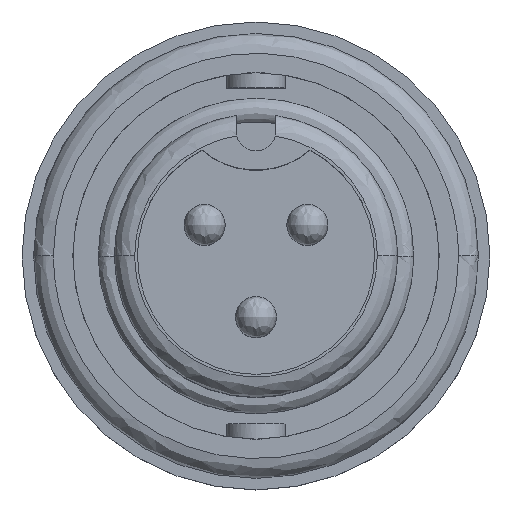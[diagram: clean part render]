
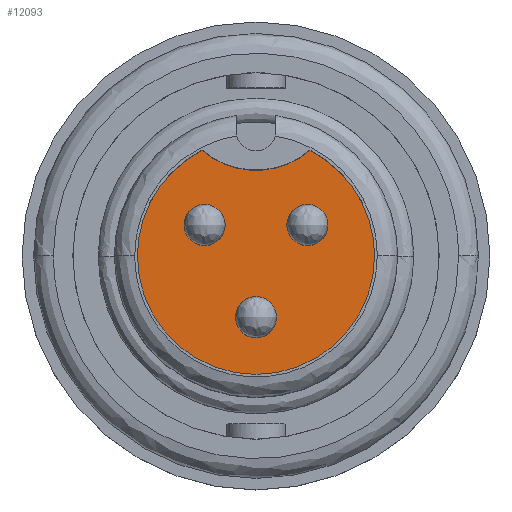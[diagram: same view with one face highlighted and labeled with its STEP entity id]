
A CAD part, top view. The second image highlights one B-rep face of the part: STEP entity #12093.
In plain terms, the highlighted planar face has unit normal (0, 0, 1).
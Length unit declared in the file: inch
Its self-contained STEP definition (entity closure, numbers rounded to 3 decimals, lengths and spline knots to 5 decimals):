
#160 = EDGE_CURVE ( 'NONE', #13483, #11847, #1673, .T. ) ;
#846 = PLANE ( 'NONE',  #6399 ) ;
#897 = DIRECTION ( 'NONE',  ( 0., 0., 1. ) ) ;
#940 = DIRECTION ( 'NONE',  ( 0., 0., -1. ) ) ;
#1012 = CARTESIAN_POINT ( 'NONE',  ( 0.10925, 0.047, 0.06825 ) ) ;
#1024 = ORIENTED_EDGE ( 'NONE', *, *, #9794, .T. ) ;
#1226 = DIRECTION ( 'NONE',  ( 1., 0., 0. ) ) ;
#1277 = ORIENTED_EDGE ( 'NONE', *, *, #2451, .T. ) ;
#1636 = EDGE_CURVE ( 'NONE', #2712, #8639, #4815, .T. ) ;
#1673 = CIRCLE ( 'NONE', #7013, 0.03125 ) ;
#1949 = CARTESIAN_POINT ( 'NONE',  ( 0.08193, 0.16027, 0.06825 ) ) ;
#2094 = CARTESIAN_POINT ( 'NONE',  ( -0.078, 0.047, 0.06825 ) ) ;
#2177 = FACE_OUTER_BOUND ( 'NONE', #13454, .T. ) ;
#2265 = CARTESIAN_POINT ( 'NONE',  ( 0., -0.093, 0.06825 ) ) ;
#2451 = EDGE_CURVE ( 'NONE', #11847, #13483, #6007, .T. ) ;
#2534 = ORIENTED_EDGE ( 'NONE', *, *, #1636, .T. ) ;
#2553 = ORIENTED_EDGE ( 'NONE', *, *, #13443, .T. ) ;
#2668 = ORIENTED_EDGE ( 'NONE', *, *, #12305, .T. ) ;
#2712 = VERTEX_POINT ( 'NONE', #15321 ) ;
#3153 = VERTEX_POINT ( 'NONE', #1949 ) ;
#3314 = EDGE_CURVE ( 'NONE', #15812, #7582, #11785, .T. ) ;
#3384 = DIRECTION ( 'NONE',  ( 1., 0., 0. ) ) ;
#3558 = DIRECTION ( 'NONE',  ( 1., 0., 0. ) ) ;
#3645 = AXIS2_PLACEMENT_3D ( 'NONE', #11105, #3652, #12355 ) ;
#3652 = DIRECTION ( 'NONE',  ( 0., 0., -1. ) ) ;
#3872 = CARTESIAN_POINT ( 'NONE',  ( 0.078, 0.047, 0.06825 ) ) ;
#3975 = CIRCLE ( 'NONE', #6060, 0.18 ) ;
#4151 = VERTEX_POINT ( 'NONE', #9995 ) ;
#4724 = EDGE_CURVE ( 'NONE', #14419, #14803, #7522, .T. ) ;
#4815 = CIRCLE ( 'NONE', #13731, 0.18 ) ;
#5051 = DIRECTION ( 'NONE',  ( 0., 0., 1. ) ) ;
#5146 = DIRECTION ( 'NONE',  ( 1., 0., 0. ) ) ;
#5166 = FACE_BOUND ( 'NONE', #7722, .T. ) ;
#5469 = EDGE_CURVE ( 'NONE', #4151, #3153, #15399, .T. ) ;
#5496 = CIRCLE ( 'NONE', #3645, 0.03125 ) ;
#5671 = DIRECTION ( 'NONE',  ( 0., 0., -1. ) ) ;
#6007 = CIRCLE ( 'NONE', #7034, 0.03125 ) ;
#6060 = AXIS2_PLACEMENT_3D ( 'NONE', #12470, #5051, #13707 ) ;
#6216 = ORIENTED_EDGE ( 'NONE', *, *, #4724, .T. ) ;
#6399 = AXIS2_PLACEMENT_3D ( 'NONE', #13334, #897, #9657 ) ;
#6622 = CARTESIAN_POINT ( 'NONE',  ( 0., 0.256, 0.06825 ) ) ;
#6655 = AXIS2_PLACEMENT_3D ( 'NONE', #6622, #15227, #7851 ) ;
#6734 = DIRECTION ( 'NONE',  ( 0., 0., 1. ) ) ;
#7013 = AXIS2_PLACEMENT_3D ( 'NONE', #13060, #5671, #14304 ) ;
#7034 = AXIS2_PLACEMENT_3D ( 'NONE', #2265, #11018, #3558 ) ;
#7522 = CIRCLE ( 'NONE', #14995, 0.03125 ) ;
#7582 = VERTEX_POINT ( 'NONE', #1012 ) ;
#7722 = EDGE_LOOP ( 'NONE', ( #12283, #6216 ) ) ;
#7851 = DIRECTION ( 'NONE',  ( 1., 0., 0. ) ) ;
#8472 = CARTESIAN_POINT ( 'NONE',  ( 0.078, 0.047, 0.06825 ) ) ;
#8473 = FACE_BOUND ( 'NONE', #9008, .T. ) ;
#8639 = VERTEX_POINT ( 'NONE', #10631 ) ;
#8744 = DIRECTION ( 'NONE',  ( 0., 0., 1. ) ) ;
#8829 = CARTESIAN_POINT ( 'NONE',  ( -0.03125, -0.093, 0.06825 ) ) ;
#9008 = EDGE_LOOP ( 'NONE', ( #2553, #10625 ) ) ;
#9509 = CARTESIAN_POINT ( 'NONE',  ( 0.03125, -0.093, 0.06825 ) ) ;
#9657 = DIRECTION ( 'NONE',  ( 1., 0., 0. ) ) ;
#9704 = DIRECTION ( 'NONE',  ( 1., 0., 0. ) ) ;
#9794 = EDGE_CURVE ( 'NONE', #8639, #3153, #14384, .T. ) ;
#9995 = CARTESIAN_POINT ( 'NONE',  ( -0.08193, 0.16027, 0.06825 ) ) ;
#10047 = AXIS2_PLACEMENT_3D ( 'NONE', #14115, #6734, #15347 ) ;
#10090 = ORIENTED_EDGE ( 'NONE', *, *, #160, .T. ) ;
#10196 = CARTESIAN_POINT ( 'NONE',  ( -0.04675, 0.047, 0.06825 ) ) ;
#10228 = EDGE_CURVE ( 'NONE', #14803, #14419, #5496, .T. ) ;
#10625 = ORIENTED_EDGE ( 'NONE', *, *, #3314, .T. ) ;
#10631 = CARTESIAN_POINT ( 'NONE',  ( 0.18, 0., 0.06825 ) ) ;
#10717 = CARTESIAN_POINT ( 'NONE',  ( 0.04675, 0.047, 0.06825 ) ) ;
#10856 = DIRECTION ( 'NONE',  ( 0., 0., -1. ) ) ;
#11018 = DIRECTION ( 'NONE',  ( 0., 0., -1. ) ) ;
#11105 = CARTESIAN_POINT ( 'NONE',  ( -0.078, 0.047, 0.06825 ) ) ;
#11145 = CIRCLE ( 'NONE', #15045, 0.03125 ) ;
#11157 = EDGE_LOOP ( 'NONE', ( #1277, #10090 ) ) ;
#11749 = FACE_BOUND ( 'NONE', #11157, .T. ) ;
#11785 = CIRCLE ( 'NONE', #15184, 0.03125 ) ;
#11847 = VERTEX_POINT ( 'NONE', #9509 ) ;
#12093 = ADVANCED_FACE ( 'NONE', ( #2177, #5166, #11749, #8473 ), #846, .T. ) ;
#12283 = ORIENTED_EDGE ( 'NONE', *, *, #10228, .T. ) ;
#12305 = EDGE_CURVE ( 'NONE', #4151, #2712, #3975, .T. ) ;
#12355 = DIRECTION ( 'NONE',  ( 1., 0., 0. ) ) ;
#12470 = CARTESIAN_POINT ( 'NONE',  ( 0., 0., 0.06825 ) ) ;
#12573 = DIRECTION ( 'NONE',  ( 0., 0., -1. ) ) ;
#13060 = CARTESIAN_POINT ( 'NONE',  ( 0., -0.093, 0.06825 ) ) ;
#13334 = CARTESIAN_POINT ( 'NONE',  ( 0., 0.128, 0.06825 ) ) ;
#13443 = EDGE_CURVE ( 'NONE', #7582, #15812, #11145, .T. ) ;
#13454 = EDGE_LOOP ( 'NONE', ( #2668, #2534, #1024, #14315 ) ) ;
#13483 = VERTEX_POINT ( 'NONE', #8829 ) ;
#13707 = DIRECTION ( 'NONE',  ( 1., 0., 0. ) ) ;
#13731 = AXIS2_PLACEMENT_3D ( 'NONE', #16105, #8744, #1226 ) ;
#14115 = CARTESIAN_POINT ( 'NONE',  ( 0., 0., 0.06825 ) ) ;
#14304 = DIRECTION ( 'NONE',  ( 1., 0., 0. ) ) ;
#14315 = ORIENTED_EDGE ( 'NONE', *, *, #5469, .F. ) ;
#14384 = CIRCLE ( 'NONE', #10047, 0.18 ) ;
#14419 = VERTEX_POINT ( 'NONE', #15607 ) ;
#14803 = VERTEX_POINT ( 'NONE', #10196 ) ;
#14995 = AXIS2_PLACEMENT_3D ( 'NONE', #2094, #10856, #3384 ) ;
#15045 = AXIS2_PLACEMENT_3D ( 'NONE', #3872, #12573, #5146 ) ;
#15184 = AXIS2_PLACEMENT_3D ( 'NONE', #8472, #940, #9704 ) ;
#15227 = DIRECTION ( 'NONE',  ( 0., 0., 1. ) ) ;
#15321 = CARTESIAN_POINT ( 'NONE',  ( -0.18, 0., 0.06825 ) ) ;
#15347 = DIRECTION ( 'NONE',  ( 1., 0., 0. ) ) ;
#15399 = CIRCLE ( 'NONE', #6655, 0.126 ) ;
#15607 = CARTESIAN_POINT ( 'NONE',  ( -0.10925, 0.047, 0.06825 ) ) ;
#15812 = VERTEX_POINT ( 'NONE', #10717 ) ;
#16105 = CARTESIAN_POINT ( 'NONE',  ( 0., 0., 0.06825 ) ) ;
